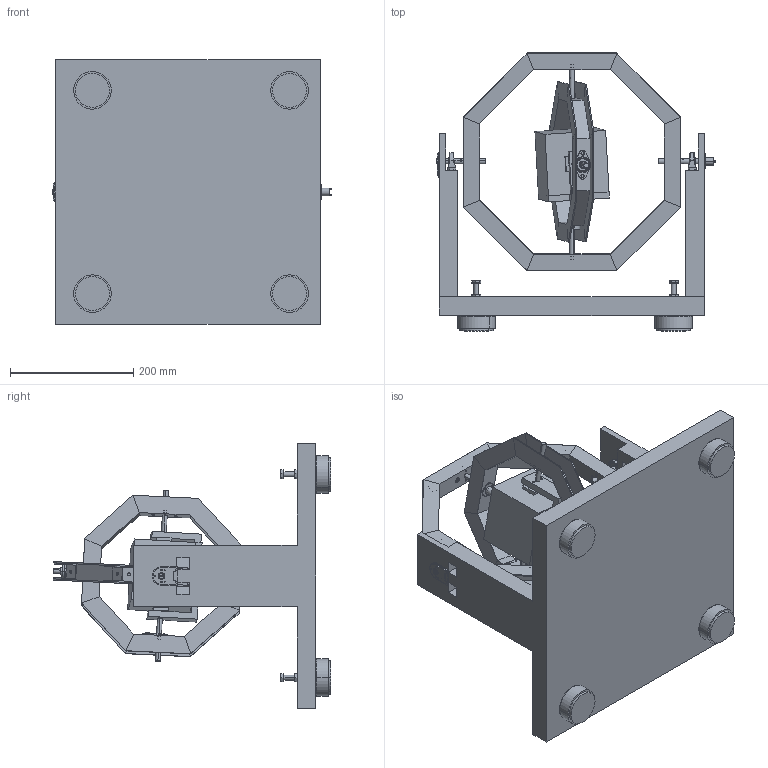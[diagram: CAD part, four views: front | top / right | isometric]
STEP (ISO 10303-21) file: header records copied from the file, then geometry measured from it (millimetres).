
FILE_DESCRIPTION (( 'STEP AP203' ), '1' );
FILE_NAME ('MontagemAP203.STEP', '2024-08-20T14:16:10', ( '' ), ( '' ), 'SwSTEP 2.0', 'SolidWorks 2021', '' );
FILE_SCHEMA (( 'CONFIG_CONTROL_DESIGN' ));
Length unit declared in the file: millimetre
Products named in the file (15): Slip Ring1SRM-12-06A.step; MolduraCentralV2; SuporteAngular; VibraStop200Kg; HEDSCompleto; EixoCentro; Power Screw Bearing Part - KP08 SUPPORT BEARING-Edited.step; EixoExterior; Apoio Centro; Cubesat1U; KFL08-KFL08-Part; BaseCompleta; Acoplador-25-eixo8.step; MontagemAP203; MolduraExternaV2
Assembly tree (36 placements, depth 2):
  MontagemAP203
    BaseCompleta
    VibraStop200Kg  x4
    Power Screw Bearing Part - KP08 SUPPORT BEARING-Edited.step  x2
    MolduraExternaV2
    MolduraCentralV2
    Apoio Centro
    EixoExterior  x4
    EixoCentro  x2
    KFL08-KFL08-Part  x4
    Acoplador-25-eixo8.step  x3
    HEDSCompleto  x2
    Slip Ring1SRM-12-06A.step  x2
    Cubesat1U
    SuporteAngular  x8
Bounding box: 453.2 x 450.94 x 430 mm (x, y, z)
Volume: 8741492.1 mm3; surface area: 1135348.5 mm2
Topology: 101 solids, 101 shells, 2290 faces, 5618 edges, 3536 vertices
Faces by surface type: plane 900, cylinder 854, cone 240, torus 152, bspline 100, sphere 44
Entity records: 36737 total; most frequent: CARTESIAN_POINT 8303, DIRECTION 5672, ORIENTED_EDGE 5280, EDGE_CURVE 2640, AXIS2_PLACEMENT_3D 2159, VERTEX_POINT 1690, VECTOR 1354, LINE 1354
